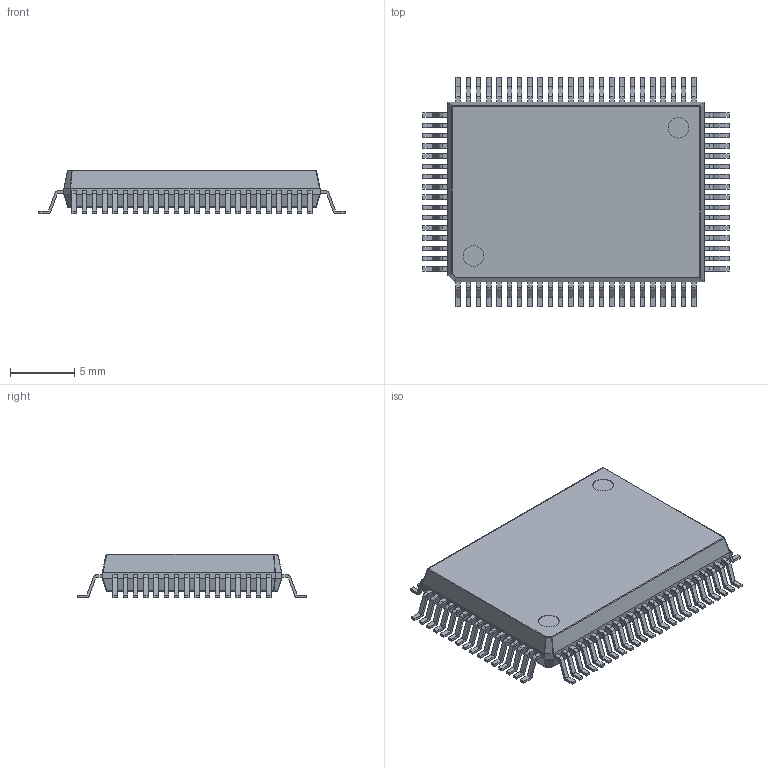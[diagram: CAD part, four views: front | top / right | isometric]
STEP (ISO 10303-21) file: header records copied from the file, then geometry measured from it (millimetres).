
FILE_DESCRIPTION (( 'STEP AP214' ), '1' );
FILE_NAME ('B1E2A0E0-6DE5-4B04-B562-CD59DD6F565E.STEP', '2024-02-10T01:28:09', ( '' ), ( '' ), 'SwSTEP 2.0', 'SolidWorks 2022', '' );
FILE_SCHEMA (( 'AUTOMOTIVE_DESIGN' ));
Length unit declared in the file: millimetre
Products named in the file (1): B1E2A0E0-6DE5-4B04-B562-CD59DD6F565E
Bounding box: 23.9 x 17.9 x 3.4 mm (x, y, z)
Volume: 804.2 mm3; surface area: 983.4 mm2
Topology: 1 solids, 1 shells, 1093 faces, 2997 edges, 1988 vertices
Faces by surface type: plane 739, cylinder 344, bspline 10
Entity records: 46133 total; most frequent: CARTESIAN_POINT 6289, ORIENTED_EDGE 5994, DIRECTION 5823, EDGE_CURVE 2997, VECTOR 2299, LINE 2299, VERTEX_POINT 1988, AXIS2_PLACEMENT_3D 1762
